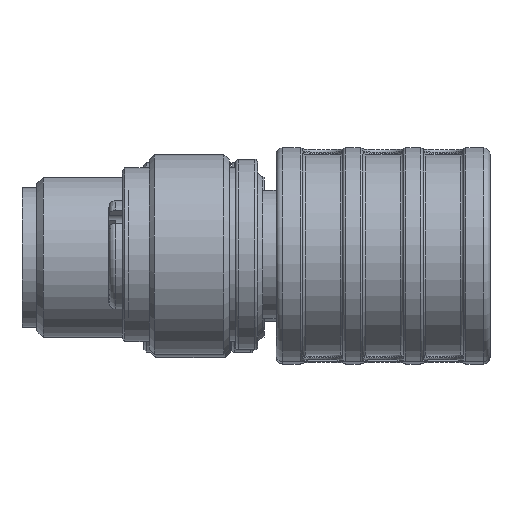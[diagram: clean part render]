
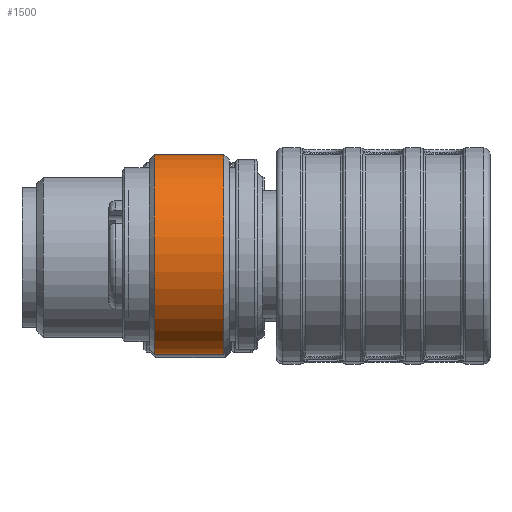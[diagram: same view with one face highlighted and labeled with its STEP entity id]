
A CAD part, top view. The second image highlights one B-rep face of the part: STEP entity #1500.
In plain terms, the highlighted cylindrical face has radius 7.5 mm (diameter 15 mm), a full revolution.
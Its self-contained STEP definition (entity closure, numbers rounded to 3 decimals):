
#1500=ADVANCED_FACE('',(#2004,#2005),#1834,.T.);
#1834=CYLINDRICAL_SURFACE('',#6512,7.5);
#2004=FACE_BOUND('',#2340,.T.);
#2005=FACE_BOUND('',#2341,.T.);
#2340=EDGE_LOOP('',(#3300));
#2341=EDGE_LOOP('',(#3301));
#3300=ORIENTED_EDGE('',*,*,#5266,.T.);
#3301=ORIENTED_EDGE('',*,*,#5265,.F.);
#4593=VERTEX_POINT('',#10195);
#4594=VERTEX_POINT('',#10198);
#5265=EDGE_CURVE('',#4593,#4593,#5953,.T.);
#5266=EDGE_CURVE('',#4594,#4594,#5954,.T.);
#5953=CIRCLE('',#6509,7.5);
#5954=CIRCLE('',#6511,7.5);
#6509=AXIS2_PLACEMENT_3D('',#10194,#7746,#7747);
#6511=AXIS2_PLACEMENT_3D('',#10197,#7750,#7751);
#6512=AXIS2_PLACEMENT_3D('',#10199,#7752,#7753);
#7746=DIRECTION('',(-1.,0.,0.));
#7747=DIRECTION('',(0.,0.,-1.));
#7750=DIRECTION('',(-1.,0.,0.));
#7751=DIRECTION('',(0.,0.,-1.));
#7752=DIRECTION('',(-1.,0.,0.));
#7753=DIRECTION('',(0.,0.,-1.));
#10194=CARTESIAN_POINT('',(32.9,50.,102.5));
#10195=CARTESIAN_POINT('',(32.9,50.,95.));
#10197=CARTESIAN_POINT('',(38.1,50.,102.5));
#10198=CARTESIAN_POINT('',(38.1,50.,95.));
#10199=CARTESIAN_POINT('',(30.5,50.,102.5));
